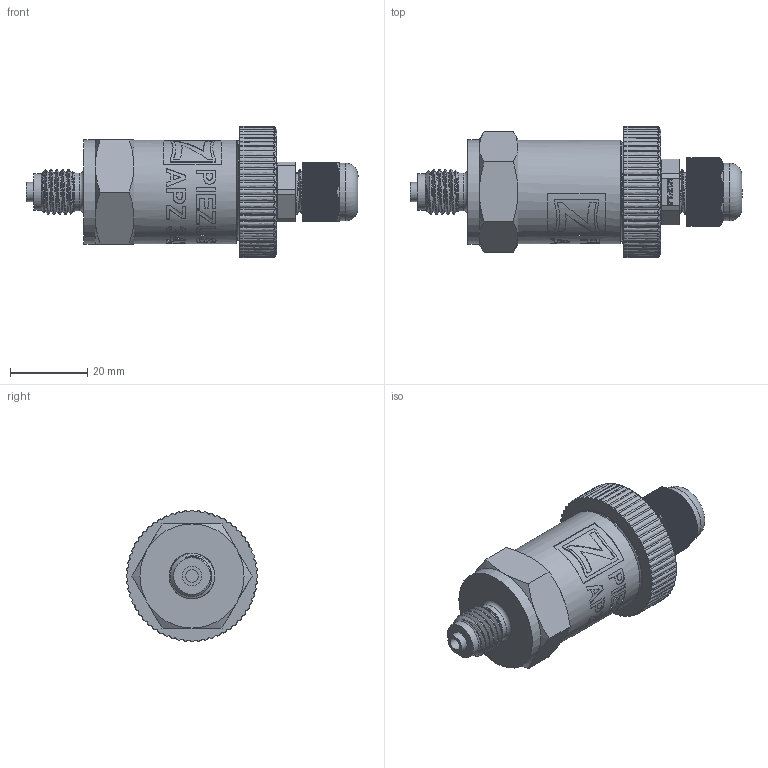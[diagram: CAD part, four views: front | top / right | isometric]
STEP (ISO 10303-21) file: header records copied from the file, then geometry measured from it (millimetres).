
FILE_DESCRIPTION(/* description */ (''),/* implementation_level */ '2;1');
FILE_NAME(/* name */ 'APZ3421_M12x1,5EN_CableGland.step',/* time_stamp */ '2021-06-23T14:43:56+03:00',/* author */ (''),/* organization */ (''),/* preprocessor_version */ 'ST-DEVELOPER v18.1',/* originating_system */ 'Autodesk Translation Framework v10.9.0.1377',/* authorisation */ '');
FILE_SCHEMA (('AUTOMOTIVE_DESIGN { 1 0 10303 214 3 1 1 }'));
Products named in the file (8): APZ3421_M12x1,5EN_CableGland; M12x1,5 EN; OMAL nut M27x1.5 v8; Ш100.000.001 v4; M12x1.5 Cable gland v4; Cable gland; Rubber gasket; M12 Domed nut
Assembly tree (7 placements, depth 3):
  APZ3421_M12x1,5EN_CableGland
    M12x1,5 EN
    OMAL nut M27x1.5 v8
    Ш100.000.001 v4
    M12x1.5 Cable gland v4
      Cable gland
      Rubber gasket
      M12 Domed nut
Bounding box: 86.16 x 34 x 34 mm (x, y, z)
Volume: 36244.6 mm3; surface area: 16175.5 mm2
Topology: 6 solids, 6 shells, 2667 faces, 7810 edges, 5200 vertices
Faces by surface type: plane 1480, cylinder 773, bspline 384, cone 26, torus 3, sphere 1
Full cylindrical faces by diameter (mm): 1 x6, 3.3 x1, 5 x1, 7.5 x1, 8 x1, 9.5 x1, 9.8 x1, 9.976 x5, 10 x6, 10.137 x4, 10.376 x4, 10.526 x3, 11.6 x4, 11.85 x3, 12 x5, 12.203 x3, 12.6 x1, 15 x1, 17 x1, 21.4 x2, 22.3 x1, 22.4 x1, 24.5 x1, 25.132 x4, 25.526 x4, 26.85 x4, 27 x1, 27.208 x5
Entity records: 120847 total; most frequent: CARTESIAN_POINT 52084, ORIENTED_EDGE 15620, DIRECTION 12764, EDGE_CURVE 7810, VERTEX_POINT 5200, LINE 4450, VECTOR 4450, AXIS2_PLACEMENT_3D 4157
